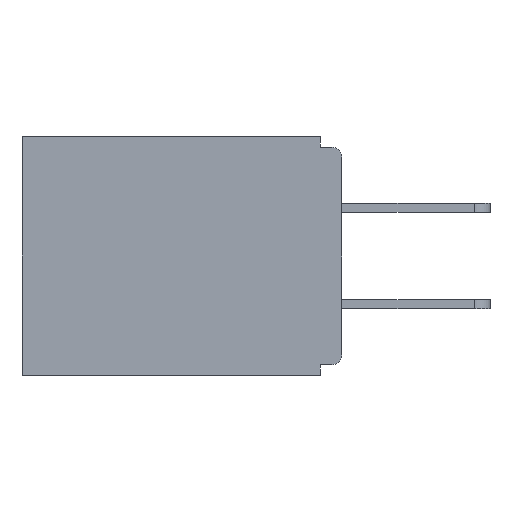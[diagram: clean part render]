
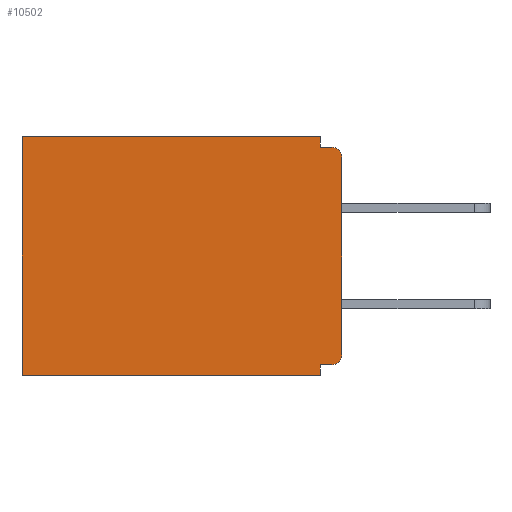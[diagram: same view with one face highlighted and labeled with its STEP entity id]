
A CAD part, left-side view. The second image highlights one B-rep face of the part: STEP entity #10502.
In plain terms, the highlighted planar face has unit normal (-1, 0, 0).
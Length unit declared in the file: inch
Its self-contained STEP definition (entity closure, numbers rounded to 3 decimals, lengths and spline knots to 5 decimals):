
#972 = CARTESIAN_POINT ( 'NONE',  ( 0.298, 0.031, -0.343 ) ) ;
#1738 = EDGE_CURVE ( 'NONE', #17514, #17861, #15472, .T. ) ;
#2196 = CIRCLE ( 'NONE', #4756, 0.015 ) ;
#2354 = DIRECTION ( 'NONE',  ( 0., 0., -1. ) ) ;
#2392 = DIRECTION ( 'NONE',  ( 0., 0., -1. ) ) ;
#2771 = ORIENTED_EDGE ( 'NONE', *, *, #18129, .F. ) ;
#2897 = CARTESIAN_POINT ( 'NONE',  ( 0.298, 0.015, -0.015 ) ) ;
#2922 = DIRECTION ( 'NONE',  ( 0., -1., 0. ) ) ;
#2994 = CARTESIAN_POINT ( 'NONE',  ( 0.298, 0.46, 0. ) ) ;
#3078 = AXIS2_PLACEMENT_3D ( 'NONE', #7028, #22961, #11044 ) ;
#3094 = CARTESIAN_POINT ( 'NONE',  ( 0.298, 0., -0.015 ) ) ;
#3355 = DIRECTION ( 'NONE',  ( 0., 1., 0. ) ) ;
#3697 = CARTESIAN_POINT ( 'NONE',  ( 0.298, 0., -0.328 ) ) ;
#3886 = CARTESIAN_POINT ( 'NONE',  ( 0.298, 0.015, -0.328 ) ) ;
#3934 = LINE ( 'NONE', #8215, #5488 ) ;
#4212 = DIRECTION ( 'NONE',  ( 0., 0., -1. ) ) ;
#4440 = CARTESIAN_POINT ( 'NONE',  ( 0.298, 0.015, -0.313 ) ) ;
#4464 = CARTESIAN_POINT ( 'NONE',  ( 0.298, 0.46, 0. ) ) ;
#4756 = AXIS2_PLACEMENT_3D ( 'NONE', #10280, #14257, #2354 ) ;
#5237 = VERTEX_POINT ( 'NONE', #15274 ) ;
#5488 = VECTOR ( 'NONE', #21577, 39.37008 ) ;
#5923 = CARTESIAN_POINT ( 'NONE',  ( 0.298, 0., 0. ) ) ;
#6747 = AXIS2_PLACEMENT_3D ( 'NONE', #4440, #18267, #14268 ) ;
#6757 = VERTEX_POINT ( 'NONE', #21559 ) ;
#6949 = VECTOR ( 'NONE', #3355, 39.37008 ) ;
#7028 = CARTESIAN_POINT ( 'NONE',  ( 0.298, 0., 0. ) ) ;
#7242 = LINE ( 'NONE', #3697, #6949 ) ;
#7676 = VERTEX_POINT ( 'NONE', #13708 ) ;
#8215 = CARTESIAN_POINT ( 'NONE',  ( 0.298, 0., 0. ) ) ;
#8479 = VECTOR ( 'NONE', #2392, 39.37008 ) ;
#8954 = VERTEX_POINT ( 'NONE', #2994 ) ;
#9369 = EDGE_CURVE ( 'NONE', #17691, #16954, #18362, .T. ) ;
#9524 = ORIENTED_EDGE ( 'NONE', *, *, #21790, .F. ) ;
#10280 = CARTESIAN_POINT ( 'NONE',  ( 0.298, 0.015, -0.03 ) ) ;
#10502 = ADVANCED_FACE ( 'NONE', ( #11188 ), #20769, .F. ) ;
#10571 = CARTESIAN_POINT ( 'NONE',  ( 0.298, 0.031, -0.343 ) ) ;
#11044 = DIRECTION ( 'NONE',  ( 0., 0., -1. ) ) ;
#11188 = FACE_OUTER_BOUND ( 'NONE', #25026, .T. ) ;
#12062 = VECTOR ( 'NONE', #14209, 39.37008 ) ;
#12442 = VERTEX_POINT ( 'NONE', #2897 ) ;
#12792 = EDGE_CURVE ( 'NONE', #5237, #7676, #16948, .T. ) ;
#13018 = EDGE_CURVE ( 'NONE', #17861, #6757, #20362, .T. ) ;
#13086 = ORIENTED_EDGE ( 'NONE', *, *, #24987, .F. ) ;
#13708 = CARTESIAN_POINT ( 'NONE',  ( 0.298, 0.031, -0.015 ) ) ;
#14209 = DIRECTION ( 'NONE',  ( 0., 0., -1. ) ) ;
#14257 = DIRECTION ( 'NONE',  ( -1., 0., 0. ) ) ;
#14268 = DIRECTION ( 'NONE',  ( 0., 0., -1. ) ) ;
#14614 = ORIENTED_EDGE ( 'NONE', *, *, #9369, .T. ) ;
#15152 = CARTESIAN_POINT ( 'NONE',  ( 0.298, 0., -0.343 ) ) ;
#15274 = CARTESIAN_POINT ( 'NONE',  ( 0.298, 0.031, 0. ) ) ;
#15380 = VERTEX_POINT ( 'NONE', #24271 ) ;
#15472 = LINE ( 'NONE', #10571, #12062 ) ;
#15826 = LINE ( 'NONE', #5923, #19205 ) ;
#16177 = VECTOR ( 'NONE', #2922, 39.37008 ) ;
#16378 = CARTESIAN_POINT ( 'NONE',  ( 0.298, 0., -0.313 ) ) ;
#16859 = ORIENTED_EDGE ( 'NONE', *, *, #12792, .F. ) ;
#16948 = LINE ( 'NONE', #18133, #18802 ) ;
#16954 = VERTEX_POINT ( 'NONE', #16378 ) ;
#17514 = VERTEX_POINT ( 'NONE', #25058 ) ;
#17648 = ORIENTED_EDGE ( 'NONE', *, *, #1738, .F. ) ;
#17691 = VERTEX_POINT ( 'NONE', #3886 ) ;
#17861 = VERTEX_POINT ( 'NONE', #972 ) ;
#18129 = EDGE_CURVE ( 'NONE', #17691, #17514, #7242, .T. ) ;
#18133 = CARTESIAN_POINT ( 'NONE',  ( 0.298, 0.031, -0.343 ) ) ;
#18267 = DIRECTION ( 'NONE',  ( -1., 0., 0. ) ) ;
#18362 = CIRCLE ( 'NONE', #6747, 0.015 ) ;
#18802 = VECTOR ( 'NONE', #4212, 39.37008 ) ;
#19205 = VECTOR ( 'NONE', #21834, 39.37008 ) ;
#19415 = VECTOR ( 'NONE', #25246, 39.37008 ) ;
#19947 = EDGE_CURVE ( 'NONE', #15380, #12442, #2196, .T. ) ;
#19997 = ORIENTED_EDGE ( 'NONE', *, *, #23683, .T. ) ;
#20242 = ORIENTED_EDGE ( 'NONE', *, *, #19947, .T. ) ;
#20362 = LINE ( 'NONE', #15152, #19415 ) ;
#20606 = LINE ( 'NONE', #4464, #8479 ) ;
#20769 = PLANE ( 'NONE',  #3078 ) ;
#21100 = ORIENTED_EDGE ( 'NONE', *, *, #25505, .T. ) ;
#21435 = LINE ( 'NONE', #3094, #16177 ) ;
#21559 = CARTESIAN_POINT ( 'NONE',  ( 0.298, 0.46, -0.343 ) ) ;
#21577 = DIRECTION ( 'NONE',  ( 0., 0., -1. ) ) ;
#21790 = EDGE_CURVE ( 'NONE', #15380, #16954, #3934, .T. ) ;
#21834 = DIRECTION ( 'NONE',  ( 0., 1., 0. ) ) ;
#22698 = ORIENTED_EDGE ( 'NONE', *, *, #13018, .F. ) ;
#22961 = DIRECTION ( 'NONE',  ( 1., 0., 0. ) ) ;
#23683 = EDGE_CURVE ( 'NONE', #8954, #6757, #20606, .T. ) ;
#24271 = CARTESIAN_POINT ( 'NONE',  ( 0.298, 0., -0.03 ) ) ;
#24987 = EDGE_CURVE ( 'NONE', #7676, #12442, #21435, .T. ) ;
#25026 = EDGE_LOOP ( 'NONE', ( #20242, #13086, #16859, #21100, #19997, #22698, #17648, #2771, #14614, #9524 ) ) ;
#25058 = CARTESIAN_POINT ( 'NONE',  ( 0.298, 0.031, -0.328 ) ) ;
#25246 = DIRECTION ( 'NONE',  ( 0., 1., 0. ) ) ;
#25505 = EDGE_CURVE ( 'NONE', #5237, #8954, #15826, .T. ) ;
